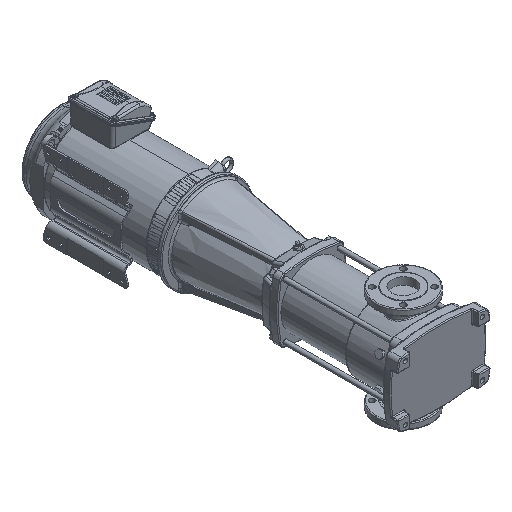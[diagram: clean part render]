
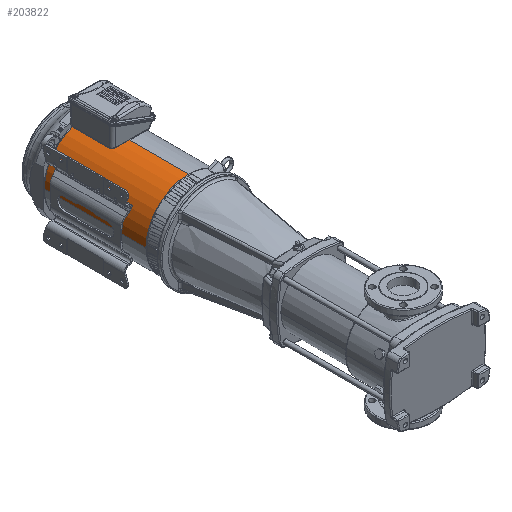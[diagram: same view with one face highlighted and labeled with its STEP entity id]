
A CAD part, isometric view. The second image highlights one B-rep face of the part: STEP entity #203822.
In plain terms, the highlighted cylindrical face has radius 146.3 mm (diameter 292.6 mm), a partial arc.
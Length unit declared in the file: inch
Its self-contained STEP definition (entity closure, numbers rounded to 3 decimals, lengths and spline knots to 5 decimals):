
#299 = EDGE_CURVE ( 'NONE', #202326, #186158, #147938, .T. ) ;
#6362 = FACE_OUTER_BOUND ( 'NONE', #139984, .T. ) ;
#15490 = CARTESIAN_POINT ( 'NONE',  ( -5.61276, 0.21852, 5.75984 ) ) ;
#15929 = EDGE_CURVE ( 'NONE', #204803, #202326, #47606, .T. ) ;
#17249 = DIRECTION ( 'NONE',  ( 0., 0., 1. ) ) ;
#40473 = DIRECTION ( 'NONE',  ( -1., 0., 0. ) ) ;
#47555 = CARTESIAN_POINT ( 'NONE',  ( -5.61276, 0.21852, 0. ) ) ;
#47606 = CIRCLE ( 'NONE', #156011, 5.75984 ) ;
#56027 = ORIENTED_EDGE ( 'NONE', *, *, #15929, .T. ) ;
#57256 = CIRCLE ( 'NONE', #147587, 5.75984 ) ;
#59683 = CARTESIAN_POINT ( 'NONE',  ( 46.25072, 0.21852, 5.75984 ) ) ;
#63671 = CARTESIAN_POINT ( 'NONE',  ( -5.61276, -5.54132, 0.00101 ) ) ;
#66947 = VECTOR ( 'NONE', #142649, 39.37008 ) ;
#70817 = DIRECTION ( 'NONE',  ( -1., 0., 0. ) ) ;
#71946 = DIRECTION ( 'NONE',  ( 0., -1., 0. ) ) ;
#75434 = AXIS2_PLACEMENT_3D ( 'NONE', #172244, #191480, #17249 ) ;
#110639 = VERTEX_POINT ( 'NONE', #63671 ) ;
#112009 = ORIENTED_EDGE ( 'NONE', *, *, #299, .T. ) ;
#113250 = DIRECTION ( 'NONE',  ( -1., 0., 0. ) ) ;
#129007 = LINE ( 'NONE', #130130, #66947 ) ;
#130130 = CARTESIAN_POINT ( 'NONE',  ( 46.25072, -5.54132, 0.00101 ) ) ;
#130726 = EDGE_CURVE ( 'NONE', #110639, #186158, #57256, .T. ) ;
#139984 = EDGE_LOOP ( 'NONE', ( #56027, #112009, #179646, #189448 ) ) ;
#142649 = DIRECTION ( 'NONE',  ( -1., 0., 0. ) ) ;
#147587 = AXIS2_PLACEMENT_3D ( 'NONE', #47555, #113250, #166419 ) ;
#147938 = LINE ( 'NONE', #59683, #202124 ) ;
#154402 = CARTESIAN_POINT ( 'NONE',  ( 8.16677, 0.21852, 5.75984 ) ) ;
#156011 = AXIS2_PLACEMENT_3D ( 'NONE', #177120, #70817, #71946 ) ;
#166419 = DIRECTION ( 'NONE',  ( 0., -1., 0. ) ) ;
#172244 = CARTESIAN_POINT ( 'NONE',  ( 46.25072, 0.21852, 0. ) ) ;
#177120 = CARTESIAN_POINT ( 'NONE',  ( 8.16677, 0.21852, 0. ) ) ;
#179646 = ORIENTED_EDGE ( 'NONE', *, *, #130726, .F. ) ;
#186158 = VERTEX_POINT ( 'NONE', #15490 ) ;
#188452 = CARTESIAN_POINT ( 'NONE',  ( 8.16677, -5.54132, 0.00101 ) ) ;
#189448 = ORIENTED_EDGE ( 'NONE', *, *, #220028, .F. ) ;
#190353 = CYLINDRICAL_SURFACE ( 'NONE', #75434, 5.75984 ) ;
#191480 = DIRECTION ( 'NONE',  ( -1., 0., 0. ) ) ;
#202124 = VECTOR ( 'NONE', #40473, 39.37008 ) ;
#202326 = VERTEX_POINT ( 'NONE', #154402 ) ;
#203822 = ADVANCED_FACE ( 'NONE', ( #6362 ), #190353, .T. ) ;
#204803 = VERTEX_POINT ( 'NONE', #188452 ) ;
#220028 = EDGE_CURVE ( 'NONE', #204803, #110639, #129007, .T. ) ;
